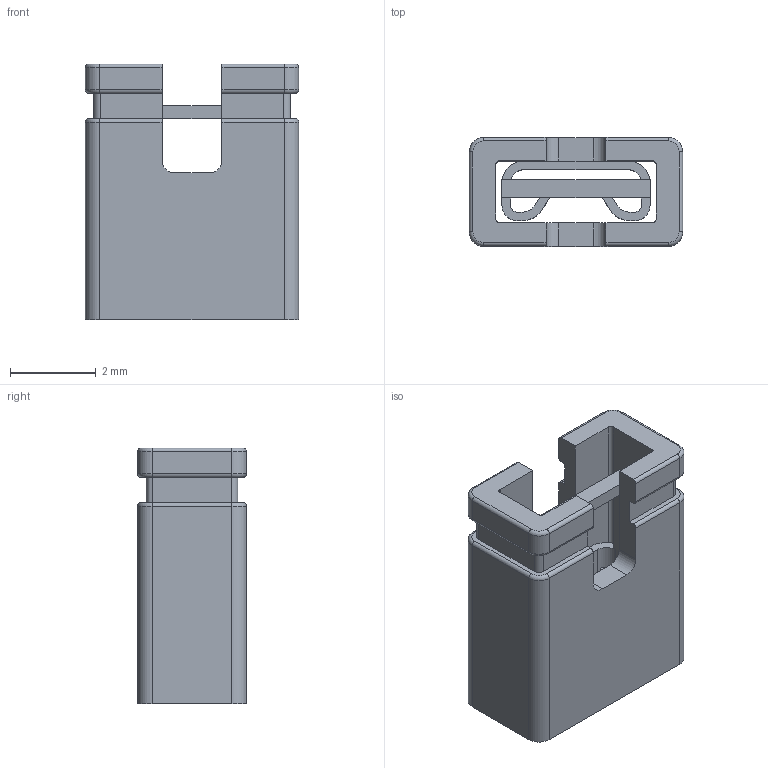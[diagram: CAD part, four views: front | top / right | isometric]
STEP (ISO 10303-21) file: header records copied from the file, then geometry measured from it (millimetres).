
FILE_DESCRIPTION(/* description */ ('Unknown'),/* implementation_level */ '2;1');
FILE_NAME(/* name */ 'ME-100',/* time_stamp */ '2025-01-07T14:40:28+02:00',/* author */ ('Unknown'),/* organization */ ('Unknown'),/* preprocessor_version */ 'ST-DEVELOPER v18.102',/* originating_system */ 'Solid Edge',/* authorisation */ 'Unknown');
FILE_SCHEMA (('AUTOMOTIVE_DESIGN {1 0 10303 214 3 1 1}'));
Length unit declared in the file: millimetre
Products named in the file (1): ME-100
Bounding box: 4.98 x 2.54 x 5.97 mm (x, y, z)
Volume: 42.4 mm3; surface area: 195.9 mm2
Topology: 1 solids, 1 shells, 120 faces, 334 edges, 214 vertices
Faces by surface type: plane 58, cylinder 50, torus 12
Entity records: 4716 total; most frequent: DIRECTION 690, CARTESIAN_POINT 669, ORIENTED_EDGE 668, EDGE_CURVE 334, AXIS2_PLACEMENT_3D 235, LINE 220, VECTOR 220, VERTEX_POINT 214
